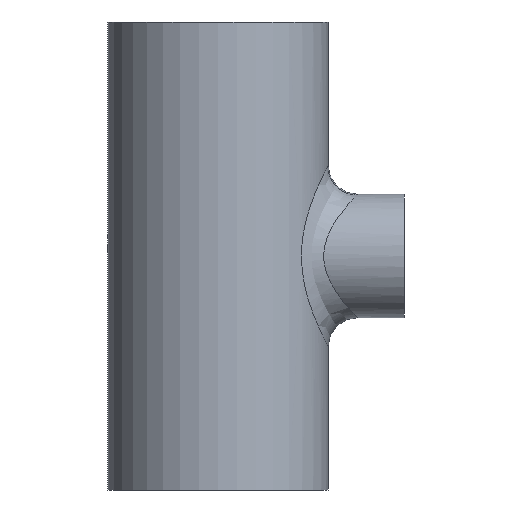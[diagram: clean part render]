
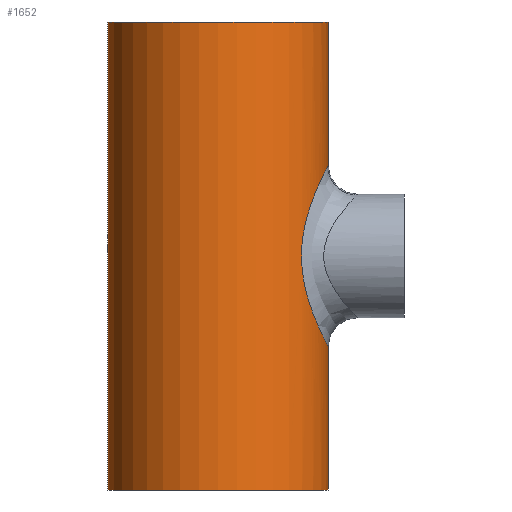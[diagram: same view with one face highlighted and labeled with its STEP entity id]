
A CAD part, front view. The second image highlights one B-rep face of the part: STEP entity #1652.
In plain terms, the highlighted cylindrical face has radius 30.15 mm (diameter 60.3 mm), a partial arc.
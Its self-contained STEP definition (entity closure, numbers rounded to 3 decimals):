
#23 = CARTESIAN_POINT ( 'NONE',  ( 0., 0., -64. ) ) ;
#24 = CIRCLE ( 'NONE', #1556, 30.15 ) ;
#27 = CARTESIAN_POINT ( 'NONE',  ( 25.847, -15.528, 15.231 ) ) ;
#35 = CARTESIAN_POINT ( 'NONE',  ( 26.377, -14.611, -16.622 ) ) ;
#44 = CARTESIAN_POINT ( 'NONE',  ( 28.687, -9.297, -21.904 ) ) ;
#63 = ORIENTED_EDGE ( 'NONE', *, *, #1385, .F. ) ;
#76 = CARTESIAN_POINT ( 'NONE',  ( 29.21, -7.475, 22.983 ) ) ;
#125 = CARTESIAN_POINT ( 'NONE',  ( 30.15, -0.536, 24.85 ) ) ;
#137 = CARTESIAN_POINT ( 'NONE',  ( -30.15, 0., 64. ) ) ;
#156 = B_SPLINE_CURVE_WITH_KNOTS ( 'NONE', 3,
 ( #394, #796, #261, #814, #125, #1183 ),
 .UNSPECIFIED., .F., .F.,
 ( 4, 2, 4 ),
 ( 0.142, 0.143, 0.145 ),
 .UNSPECIFIED. ) ;
#163 = CARTESIAN_POINT ( 'NONE',  ( 22.849, -19.672, -0.162 ) ) ;
#168 = AXIS2_PLACEMENT_3D ( 'NONE', #1530, #290, #1279 ) ;
#173 = CARTESIAN_POINT ( 'NONE',  ( 28.098, -10.947, -20.647 ) ) ;
#181 = EDGE_CURVE ( 'NONE', #752, #1302, #156, .T. ) ;
#193 = CARTESIAN_POINT ( 'NONE',  ( 23.77, -18.552, 8.277 ) ) ;
#218 = B_SPLINE_CURVE_WITH_KNOTS ( 'NONE', 3,
 ( #1709, #1273, #454, #1120, #581, #1284, #1256, #1410, #44, #590, #173, #723, #466, #35, #299, #308, #851, #1568, #474, #869, #1127, #1395, #1135, #1402, #1018, #163, #329, #878, #293, #1421, #1430, #193, #845, #573, #989, #715, #1264, #27, #1680, #445, #1547, #859, #1587, #1027, #370, #781, #1479, #1460, #76, #1331, #897, #790 ),
 .UNSPECIFIED., .F., .F.,
 ( 4, 2, 2, 2, 2, 2, 2, 2, 2, 2, 2, 2, 2, 2, 2, 2, 2, 2, 2, 2, 2, 2, 2, 2, 2, 4 ),
 ( 0.072, 0.077, 0.079, 0.081, 0.083, 0.085, 0.09, 0.092, 0.094, 0.098, 0.101, 0.103, 0.107, 0.111, 0.114, 0.116, 0.12, 0.122, 0.124, 0.127, 0.129, 0.133, 0.135, 0.136, 0.137, 0.142 ),
 .UNSPECIFIED. ) ;
#219 = ORIENTED_EDGE ( 'NONE', *, *, #326, .T. ) ;
#261 = CARTESIAN_POINT ( 'NONE',  ( 30.079, -2.129, 24.713 ) ) ;
#278 = DIRECTION ( 'NONE',  ( 0., 0., 1. ) ) ;
#290 = DIRECTION ( 'NONE',  ( 0., 0., -1. ) ) ;
#293 = CARTESIAN_POINT ( 'NONE',  ( 23.099, -19.378, 4.105 ) ) ;
#296 = DIRECTION ( 'NONE',  ( 0., 0., -1. ) ) ;
#299 = CARTESIAN_POINT ( 'NONE',  ( 26.157, -15., -16.058 ) ) ;
#308 = CARTESIAN_POINT ( 'NONE',  ( 25.725, -15.73, -14.897 ) ) ;
#315 = EDGE_CURVE ( 'NONE', #789, #1072, #683, .T. ) ;
#326 = EDGE_CURVE ( 'NONE', #1355, #1072, #999, .T. ) ;
#329 = CARTESIAN_POINT ( 'NONE',  ( 22.871, -19.646, 1.268 ) ) ;
#370 = CARTESIAN_POINT ( 'NONE',  ( 28.599, -9.566, 21.719 ) ) ;
#394 = CARTESIAN_POINT ( 'NONE',  ( 29.982, -3.177, 24.523 ) ) ;
#429 = CYLINDRICAL_SURFACE ( 'NONE', #168, 30.15 ) ;
#445 = CARTESIAN_POINT ( 'NONE',  ( 26.5, -14.386, 16.933 ) ) ;
#454 = CARTESIAN_POINT ( 'NONE',  ( 30.047, -2.854, -24.651 ) ) ;
#466 = CARTESIAN_POINT ( 'NONE',  ( 27.035, -13.38, -18.252 ) ) ;
#474 = CARTESIAN_POINT ( 'NONE',  ( 24.517, -17.557, -11.227 ) ) ;
#482 = EDGE_LOOP ( 'NONE', ( #63, #1555, #1605, #219, #492, #1457, #797 ) ) ;
#491 = VECTOR ( 'NONE', #556, 1000. ) ;
#492 = ORIENTED_EDGE ( 'NONE', *, *, #315, .F. ) ;
#521 = VECTOR ( 'NONE', #1023, 1000. ) ;
#548 = LINE ( 'NONE', #137, #491 ) ;
#556 = DIRECTION ( 'NONE',  ( 0., 0., -1. ) ) ;
#573 = CARTESIAN_POINT ( 'NONE',  ( 24.629, -17.393, 11.563 ) ) ;
#581 = CARTESIAN_POINT ( 'NONE',  ( 29.633, -5.598, -23.835 ) ) ;
#583 = CARTESIAN_POINT ( 'NONE',  ( -30.15, 0., 64. ) ) ;
#590 = CARTESIAN_POINT ( 'NONE',  ( 28.302, -10.41, -21.088 ) ) ;
#605 = CARTESIAN_POINT ( 'NONE',  ( 30.15, 0., 24.85 ) ) ;
#683 = LINE ( 'NONE', #1242, #860 ) ;
#706 = CARTESIAN_POINT ( 'NONE',  ( 0., 0., 64. ) ) ;
#715 = CARTESIAN_POINT ( 'NONE',  ( 25.219, -16.528, 13.442 ) ) ;
#723 = CARTESIAN_POINT ( 'NONE',  ( 27.472, -12.471, -19.262 ) ) ;
#749 = CARTESIAN_POINT ( 'NONE',  ( -30.15, 0., -64. ) ) ;
#752 = VERTEX_POINT ( 'NONE', #831 ) ;
#780 = EDGE_CURVE ( 'NONE', #1743, #1493, #24, .T. ) ;
#781 = CARTESIAN_POINT ( 'NONE',  ( 28.873, -8.689, 22.29 ) ) ;
#789 = VERTEX_POINT ( 'NONE', #1234 ) ;
#790 = CARTESIAN_POINT ( 'NONE',  ( 29.982, -3.177, 24.523 ) ) ;
#796 = CARTESIAN_POINT ( 'NONE',  ( 30.038, -2.655, 24.631 ) ) ;
#797 = ORIENTED_EDGE ( 'NONE', *, *, #181, .T. ) ;
#814 = CARTESIAN_POINT ( 'NONE',  ( 30.136, -1.07, 24.822 ) ) ;
#831 = CARTESIAN_POINT ( 'NONE',  ( 29.982, -3.177, 24.523 ) ) ;
#845 = CARTESIAN_POINT ( 'NONE',  ( 24.086, -18.146, 9.614 ) ) ;
#848 = DIRECTION ( 'NONE',  ( 1., 0., 0. ) ) ;
#851 = CARTESIAN_POINT ( 'NONE',  ( 25.513, -16.07, -14.304 ) ) ;
#859 = CARTESIAN_POINT ( 'NONE',  ( 27.378, -12.665, 19.053 ) ) ;
#860 = VECTOR ( 'NONE', #296, 1000. ) ;
#869 = CARTESIAN_POINT ( 'NONE',  ( 24.013, -18.234, -9.257 ) ) ;
#878 = CARTESIAN_POINT ( 'NONE',  ( 23.027, -19.463, 3.397 ) ) ;
#897 = CARTESIAN_POINT ( 'NONE',  ( 29.832, -4.591, 24.229 ) ) ;
#970 = DIRECTION ( 'NONE',  ( 1., 0., 0. ) ) ;
#989 = CARTESIAN_POINT ( 'NONE',  ( 24.821, -17.119, 12.2 ) ) ;
#999 = CIRCLE ( 'NONE', #1640, 30.15 ) ;
#1018 = CARTESIAN_POINT ( 'NONE',  ( 22.974, -19.525, -3.039 ) ) ;
#1023 = DIRECTION ( 'NONE',  ( 0., 0., -1. ) ) ;
#1027 = CARTESIAN_POINT ( 'NONE',  ( 28.406, -10.121, 21.311 ) ) ;
#1072 = VERTEX_POINT ( 'NONE', #1648 ) ;
#1120 = CARTESIAN_POINT ( 'NONE',  ( 29.754, -4.92, -24.074 ) ) ;
#1127 = CARTESIAN_POINT ( 'NONE',  ( 23.856, -18.438, -8.586 ) ) ;
#1135 = CARTESIAN_POINT ( 'NONE',  ( 23.446, -18.956, -6.534 ) ) ;
#1136 = EDGE_CURVE ( 'NONE', #789, #752, #218, .T. ) ;
#1183 = CARTESIAN_POINT ( 'NONE',  ( 30.15, 0., 24.85 ) ) ;
#1234 = CARTESIAN_POINT ( 'NONE',  ( 30.15, 0., -24.85 ) ) ;
#1242 = CARTESIAN_POINT ( 'NONE',  ( 30.15, 0., 64. ) ) ;
#1248 = EDGE_CURVE ( 'NONE', #1743, #1355, #548, .T. ) ;
#1253 = DIRECTION ( 'NONE',  ( 0., 0., 1. ) ) ;
#1256 = CARTESIAN_POINT ( 'NONE',  ( 29.204, -7.52, -22.971 ) ) ;
#1264 = CARTESIAN_POINT ( 'NONE',  ( 25.425, -16.21, 14.048 ) ) ;
#1273 = CARTESIAN_POINT ( 'NONE',  ( 30.15, -1.445, -24.85 ) ) ;
#1279 = DIRECTION ( 'NONE',  ( -1., 0., 0. ) ) ;
#1284 = CARTESIAN_POINT ( 'NONE',  ( 29.358, -6.896, -23.284 ) ) ;
#1302 = VERTEX_POINT ( 'NONE', #605 ) ;
#1331 = CARTESIAN_POINT ( 'NONE',  ( 29.592, -5.913, 23.758 ) ) ;
#1355 = VERTEX_POINT ( 'NONE', #749 ) ;
#1385 = EDGE_CURVE ( 'NONE', #1493, #1302, #1714, .T. ) ;
#1395 = CARTESIAN_POINT ( 'NONE',  ( 23.572, -18.8, -7.222 ) ) ;
#1402 = CARTESIAN_POINT ( 'NONE',  ( 23.12, -19.354, -4.451 ) ) ;
#1410 = CARTESIAN_POINT ( 'NONE',  ( 28.868, -8.72, -22.282 ) ) ;
#1421 = CARTESIAN_POINT ( 'NONE',  ( 23.281, -19.158, 5.515 ) ) ;
#1430 = CARTESIAN_POINT ( 'NONE',  ( 23.392, -19.023, 6.214 ) ) ;
#1446 = CARTESIAN_POINT ( 'NONE',  ( 30.15, 0., 64. ) ) ;
#1457 = ORIENTED_EDGE ( 'NONE', *, *, #1136, .T. ) ;
#1460 = CARTESIAN_POINT ( 'NONE',  ( 29.13, -7.783, 22.819 ) ) ;
#1479 = CARTESIAN_POINT ( 'NONE',  ( 28.961, -8.389, 22.473 ) ) ;
#1493 = VERTEX_POINT ( 'NONE', #1723 ) ;
#1530 = CARTESIAN_POINT ( 'NONE',  ( 0., 0., 64. ) ) ;
#1547 = CARTESIAN_POINT ( 'NONE',  ( 26.722, -13.971, 17.481 ) ) ;
#1555 = ORIENTED_EDGE ( 'NONE', *, *, #780, .F. ) ;
#1556 = AXIS2_PLACEMENT_3D ( 'NONE', #706, #1253, #970 ) ;
#1568 = CARTESIAN_POINT ( 'NONE',  ( 24.899, -17.018, -12.487 ) ) ;
#1587 = CARTESIAN_POINT ( 'NONE',  ( 27.807, -11.709, 20.014 ) ) ;
#1605 = ORIENTED_EDGE ( 'NONE', *, *, #1248, .T. ) ;
#1640 = AXIS2_PLACEMENT_3D ( 'NONE', #23, #278, #848 ) ;
#1648 = CARTESIAN_POINT ( 'NONE',  ( 30.15, 0., -64. ) ) ;
#1652 = ADVANCED_FACE ( 'NONE', ( #1662 ), #429, .T. ) ;
#1662 = FACE_OUTER_BOUND ( 'NONE', #482, .T. ) ;
#1680 = CARTESIAN_POINT ( 'NONE',  ( 26.063, -15.164, 15.808 ) ) ;
#1709 = CARTESIAN_POINT ( 'NONE',  ( 30.15, 0., -24.85 ) ) ;
#1714 = LINE ( 'NONE', #1446, #521 ) ;
#1723 = CARTESIAN_POINT ( 'NONE',  ( 30.15, 0., 64. ) ) ;
#1743 = VERTEX_POINT ( 'NONE', #583 ) ;
